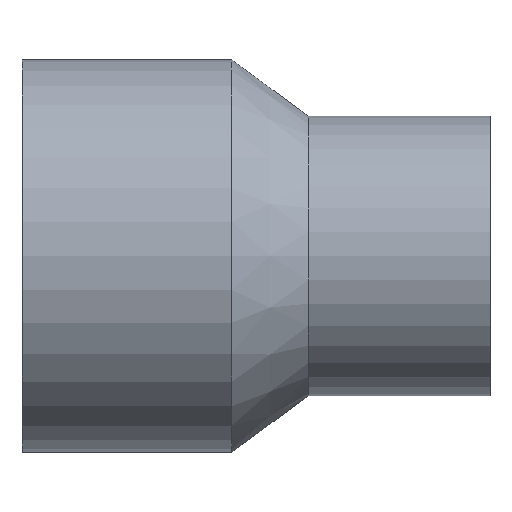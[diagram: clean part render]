
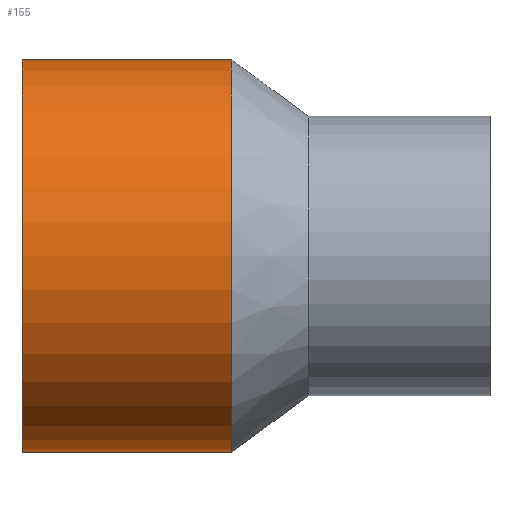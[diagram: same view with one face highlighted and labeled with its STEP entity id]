
A CAD part, top view. The second image highlights one B-rep face of the part: STEP entity #155.
In plain terms, the highlighted cylindrical face has radius 112.5 mm (diameter 225 mm), a partial arc.
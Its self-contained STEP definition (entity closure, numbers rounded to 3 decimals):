
#111 = EDGE_CURVE( '', #181, #171, #248, .T. );
#117 = EDGE_CURVE( '', #165, #181, #255, .T. );
#135 = EDGE_CURVE( '', #171, #157, #276, .T. );
#155 = ADVANCED_FACE( '', ( #298 ), #299, .T. );
#157 = VERTEX_POINT( '', #301 );
#165 = VERTEX_POINT( '', #310 );
#167 = EDGE_CURVE( '', #165, #157, #312, .T. );
#171 = VERTEX_POINT( '', #316 );
#181 = VERTEX_POINT( '', #329 );
#248 = CIRCLE( '', #407, 112.5 );
#255 = LINE( '', #416, #417 );
#276 = LINE( '', #442, #443 );
#298 = FACE_OUTER_BOUND( '', #469, .T. );
#299 = CYLINDRICAL_SURFACE( '', #470, 112.5 );
#301 = CARTESIAN_POINT( '', ( 0., 112.5, 0. ) );
#310 = CARTESIAN_POINT( '', ( 0., -112.5, 0. ) );
#312 = CIRCLE( '', #486, 112.5 );
#316 = CARTESIAN_POINT( '', ( 120., 112.5, 0. ) );
#329 = CARTESIAN_POINT( '', ( 120., -112.5, 0. ) );
#407 = AXIS2_PLACEMENT_3D( '', #565, #566, #567 );
#416 = CARTESIAN_POINT( '', ( 60., -112.5, 0. ) );
#417 = VECTOR( '', #579, 1. );
#442 = CARTESIAN_POINT( '', ( 60., 112.5, 0. ) );
#443 = VECTOR( '', #608, 1. );
#469 = EDGE_LOOP( '', ( #637, #638, #639, #640 ) );
#470 = AXIS2_PLACEMENT_3D( '', #641, #642, #643 );
#486 = AXIS2_PLACEMENT_3D( '', #658, #659, #660 );
#565 = CARTESIAN_POINT( '', ( 120., 0., 0. ) );
#566 = DIRECTION( '', ( -1., 0., 0. ) );
#567 = DIRECTION( '', ( 0., 1., 0. ) );
#579 = DIRECTION( '', ( 1., 0., 0. ) );
#608 = DIRECTION( '', ( -1., 0., 0. ) );
#637 = ORIENTED_EDGE( '', *, *, #135, .T. );
#638 = ORIENTED_EDGE( '', *, *, #167, .F. );
#639 = ORIENTED_EDGE( '', *, *, #117, .T. );
#640 = ORIENTED_EDGE( '', *, *, #111, .T. );
#641 = CARTESIAN_POINT( '', ( 60., 0., 0. ) );
#642 = DIRECTION( '', ( 1., 0., 0. ) );
#643 = DIRECTION( '', ( 0., 1., 0. ) );
#658 = CARTESIAN_POINT( '', ( 0., 0., 0. ) );
#659 = DIRECTION( '', ( -1., 0., 0. ) );
#660 = DIRECTION( '', ( 0., 1., 0. ) );
